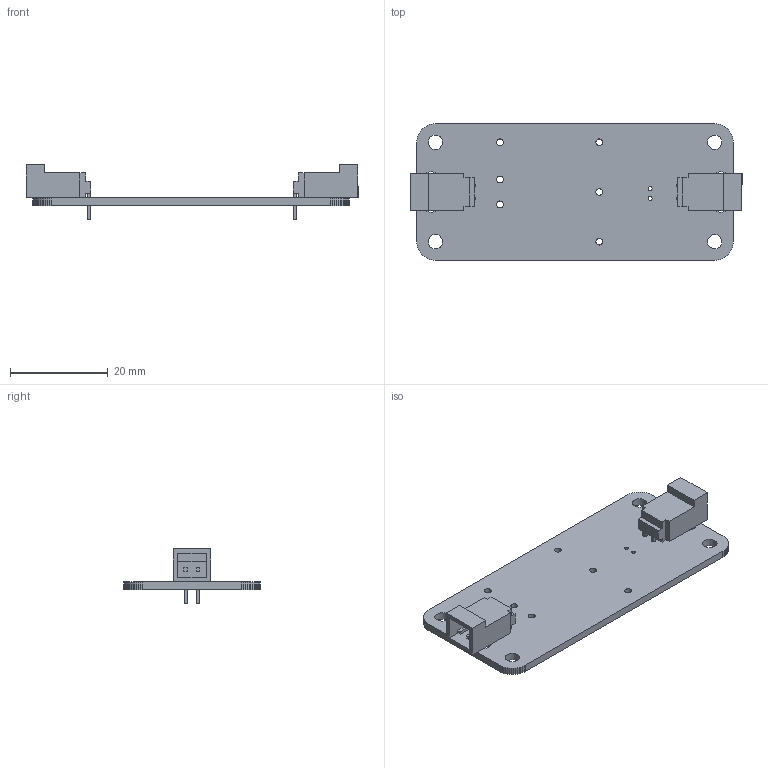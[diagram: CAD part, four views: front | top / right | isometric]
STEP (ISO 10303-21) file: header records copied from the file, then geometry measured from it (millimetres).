
FILE_DESCRIPTION(('KiCad electronic assembly'),'2;1');
FILE_NAME('24V Regulator Breakout.step','2023-10-20T19:31:14',('Pcbnew') ,('Kicad'),'Open CASCADE STEP processor 7.6','KiCad to STEP converter' ,'Unknown');
FILE_SCHEMA(('AUTOMOTIVE_DESIGN { 1 0 10303 214 1 1 1 1 }'));
Length unit declared in the file: millimetre
Products named in the file (4): 24V Regulator Breakout 1; Molex_SL_02_Horizontal; SOLID; 24V Regulator Breakout PCB
Assembly tree (4 placements, depth 3):
  24V Regulator Breakout 1
    Molex_SL_02_Horizontal  x2
      SOLID
    24V Regulator Breakout PCB
Bounding box: 67.94 x 27.94 x 11.18 mm (x, y, z)
Volume: 3393.9 mm3; surface area: 5265.6 mm2
Topology: 3 solids, 3 shells, 176 faces, 492 edges, 328 vertices
Faces by surface type: plane 156, cylinder 20
Full cylindrical faces by diameter (mm): 0.8 x2, 0.9 x4, 1.397 x6, 2.946 x4, 3.45 x4
Entity records: 9659 total; most frequent: CARTESIAN_POINT 1740, DIRECTION 1388, LINE 1036, VECTOR 1036, ORIENTED_EDGE 744, PCURVE 744, DEFINITIONAL_REPRESENTATION 744, EDGE_CURVE 372
